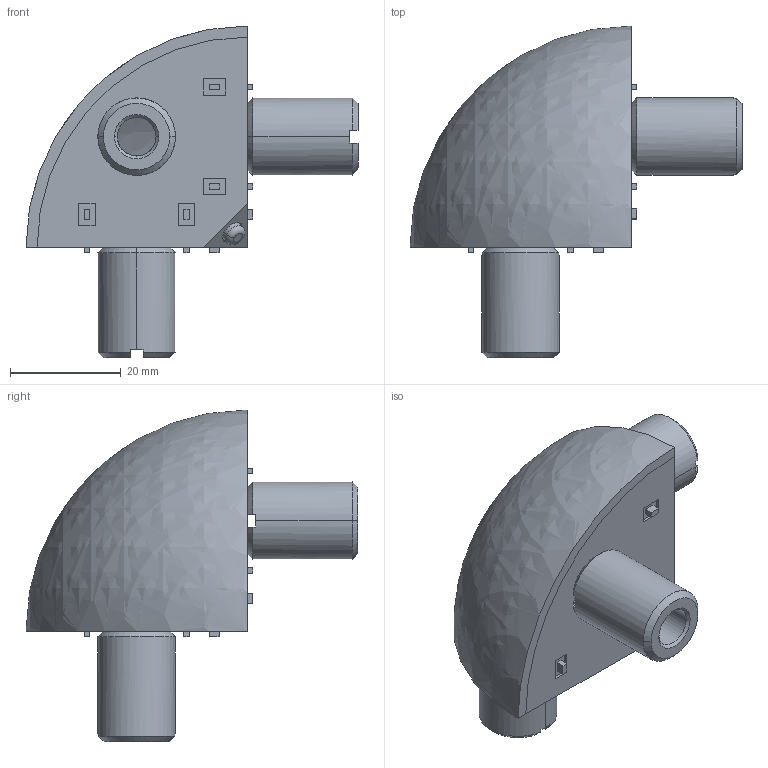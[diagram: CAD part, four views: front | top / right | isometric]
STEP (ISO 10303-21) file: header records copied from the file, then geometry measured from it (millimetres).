
FILE_DESCRIPTION (( 'STEP AP203' ), '1' );
FILE_NAME ('SNSS.40.70.01. 3-õ ñòîðîííèé ñîåäèíèòåëü 40õ40, ïàç 10(C81).STEP', '2017-08-21T07:43:36', ( '' ), ( '' ), 'SwSTEP 2.0', 'SolidWorks 2017', '' );
FILE_SCHEMA (( 'CONFIG_CONTROL_DESIGN' ));
Length unit declared in the file: millimetre
Products named in the file (1): SNSS.40.70.01. 3-õ ñòîðîííèé ñîåäèíèòåëü 40õ40, ïàç 10(C81)
Bounding box: 60 x 60 x 60 mm (x, y, z)
Surface area: 15926.5 mm2 (no closed solid volume)
Topology: 0 solids, 8 shells, 189 faces, 502 edges, 337 vertices
Faces by surface type: plane 150, cone 18, cylinder 16, sphere 3, torus 2
Entity records: 5894 total; most frequent: CARTESIAN_POINT 1113, DIRECTION 948, ORIENTED_EDGE 939, EDGE_CURVE 499, LINE 372, VECTOR 372, VERTEX_POINT 337, AXIS2_PLACEMENT_3D 288
